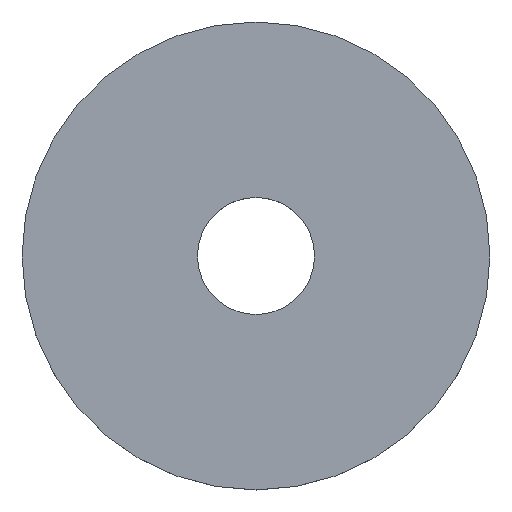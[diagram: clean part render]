
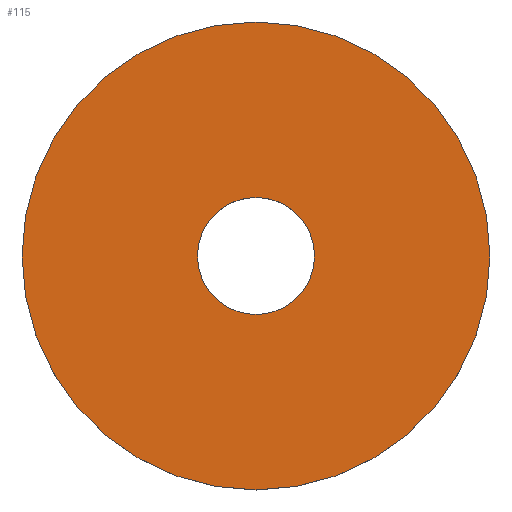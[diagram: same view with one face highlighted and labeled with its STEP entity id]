
A CAD part, top view. The second image highlights one B-rep face of the part: STEP entity #115.
In plain terms, the highlighted planar face has unit normal (0, 0, 1).
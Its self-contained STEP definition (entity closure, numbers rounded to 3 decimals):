
#5 = CARTESIAN_POINT ( 'NONE',  ( 0., 0., 2.5 ) ) ;
#18 = ORIENTED_EDGE ( 'NONE', *, *, #136, .T. ) ;
#19 = CIRCLE ( 'NONE', #124, 20. ) ;
#26 = CIRCLE ( 'NONE', #54, 5. ) ;
#34 = DIRECTION ( 'NONE',  ( 0., 1., 0. ) ) ;
#37 = FACE_BOUND ( 'NONE', #122, .T. ) ;
#54 = AXIS2_PLACEMENT_3D ( 'NONE', #5, #55, #34 ) ;
#55 = DIRECTION ( 'NONE',  ( 0., 0., -1. ) ) ;
#57 = VERTEX_POINT ( 'NONE', #80 ) ;
#62 = CARTESIAN_POINT ( 'NONE',  ( 0., 0., 2.5 ) ) ;
#64 = AXIS2_PLACEMENT_3D ( 'NONE', #135, #76, #123 ) ;
#71 = DIRECTION ( 'NONE',  ( 0., 1., 0. ) ) ;
#76 = DIRECTION ( 'NONE',  ( 0., 0., 1. ) ) ;
#80 = CARTESIAN_POINT ( 'NONE',  ( 0., 5., 2.5 ) ) ;
#84 = PLANE ( 'NONE',  #64 ) ;
#100 = EDGE_CURVE ( 'NONE', #165, #165, #19, .T. ) ;
#109 = EDGE_LOOP ( 'NONE', ( #160 ) ) ;
#111 = FACE_OUTER_BOUND ( 'NONE', #109, .T. ) ;
#115 = ADVANCED_FACE ( 'NONE', ( #37, #111 ), #84, .T. ) ;
#122 = EDGE_LOOP ( 'NONE', ( #18 ) ) ;
#123 = DIRECTION ( 'NONE',  ( 0., -1., 0. ) ) ;
#124 = AXIS2_PLACEMENT_3D ( 'NONE', #62, #148, #71 ) ;
#135 = CARTESIAN_POINT ( 'NONE',  ( 0., 5., 2.5 ) ) ;
#136 = EDGE_CURVE ( 'NONE', #57, #57, #26, .T. ) ;
#148 = DIRECTION ( 'NONE',  ( 0., 0., -1. ) ) ;
#159 = CARTESIAN_POINT ( 'NONE',  ( 0., 20., 2.5 ) ) ;
#160 = ORIENTED_EDGE ( 'NONE', *, *, #100, .F. ) ;
#165 = VERTEX_POINT ( 'NONE', #159 ) ;
